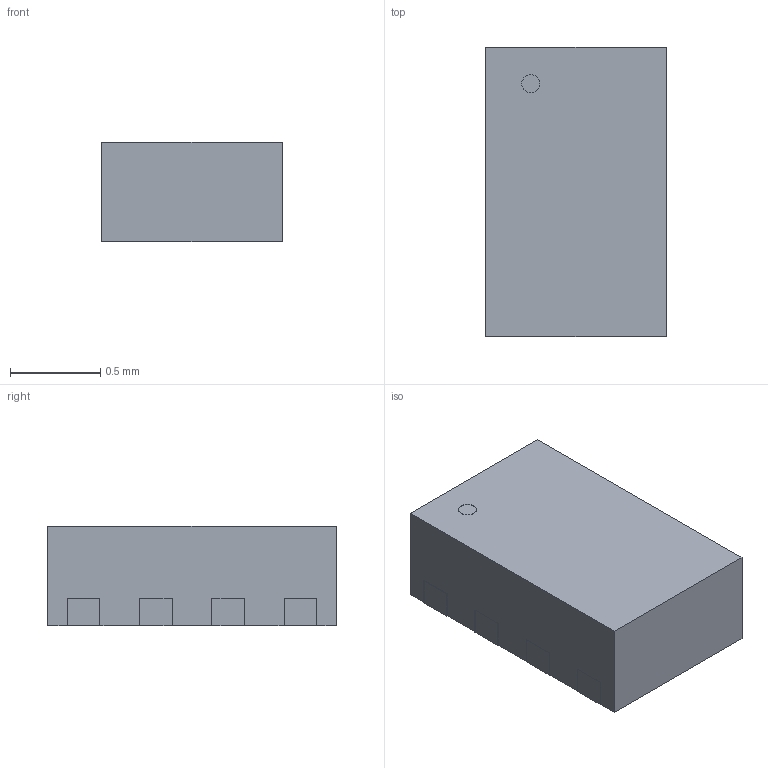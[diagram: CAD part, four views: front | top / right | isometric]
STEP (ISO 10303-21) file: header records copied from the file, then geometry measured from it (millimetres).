
FILE_DESCRIPTION(('FreeCAD Model'),'2;1');
FILE_NAME('Open CASCADE Shape Model','2023-05-30T20:54:19',('Author'),( ''),'Open CASCADE STEP processor 7.6','FreeCAD','Unknown');
FILE_SCHEMA(('AUTOMOTIVE_DESIGN { 1 0 10303 214 1 1 1 1 }'));
Length unit declared in the file: millimetre
Products named in the file (8): DFN8_text; Extrude009; Extrude010; Extrude011; Extrude012; Extrude013; Extrude014; Cut006
Assembly tree (7 placements, depth 2):
  DFN8_text
    Extrude009
    Extrude010
    Extrude011
    Extrude012
    Extrude013
    Extrude014
    Cut006
Bounding box: 1 x 1.6 x 0.55 mm (x, y, z)
Volume: 0.9 mm3; surface area: 9.6 mm2
Topology: 7 solids, 7 shells, 120 faces, 315 edges, 210 vertices
Faces by surface type: plane 87, cylinder 33
Full cylindrical faces by diameter (mm): 0.1 x1
Entity records: 8042 total; most frequent: CARTESIAN_POINT 1587, DIRECTION 1133, LINE 713, VECTOR 713, ORIENTED_EDGE 630, PCURVE 630, DEFINITIONAL_REPRESENTATION 630, EDGE_CURVE 315
